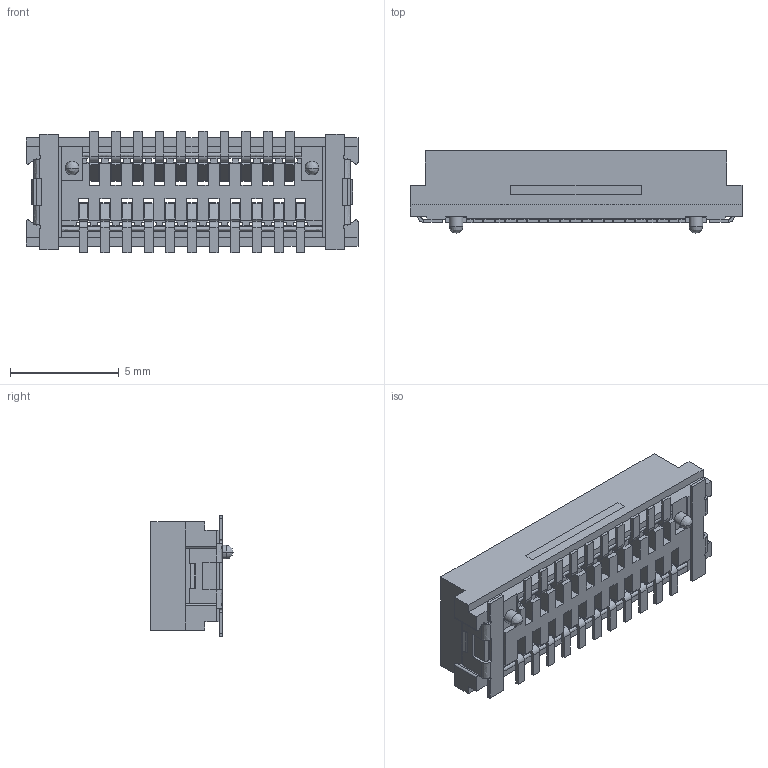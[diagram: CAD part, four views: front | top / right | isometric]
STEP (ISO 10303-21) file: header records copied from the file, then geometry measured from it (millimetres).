
FILE_DESCRIPTION (( 'STEP AP214' ), '1' );
FILE_NAME ('91931-WX121LFc.STEP', '2022-02-17T03:03:36', ( '' ), ( '' ), 'SwSTEP 2.0', 'SolidWorks 2021', '' );
FILE_SCHEMA (( 'AUTOMOTIVE_DESIGN' ));
Length unit declared in the file: millimetre
Products named in the file (1): 91931-WX121LFc
Bounding box: 15.3 x 3.78 x 5.59 mm (x, y, z)
Volume: 147.7 mm3; surface area: 685.9 mm2
Topology: 1 solids, 1 shells, 933 faces, 2831 edges, 1866 vertices
Faces by surface type: bspline 922, plane 11
Entity records: 42596 total; most frequent: CARTESIAN_POINT 9730, ORIENTED_EDGE 5654, DIRECTION 3191, EDGE_CURVE 2827, VECTOR 2161, LINE 2161, VERTEX_POINT 1866, EDGE_LOOP 957
